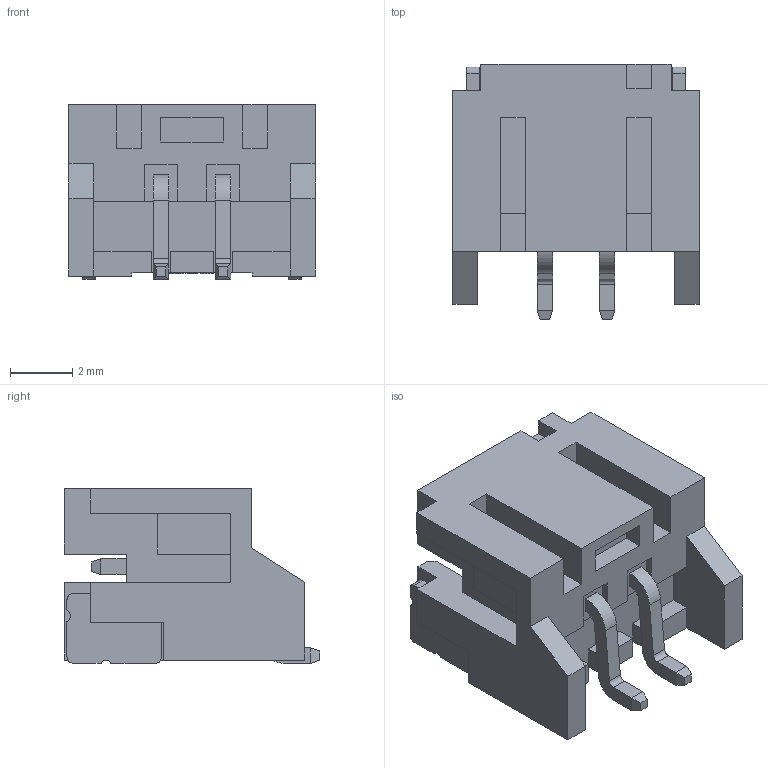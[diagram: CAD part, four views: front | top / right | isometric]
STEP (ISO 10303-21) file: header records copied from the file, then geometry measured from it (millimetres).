
FILE_DESCRIPTION(('Open CASCADE Model'),'2;1');
FILE_NAME('Open CASCADE Shape Model','2025-11-01T23:39:42',('Author'),( 'Open CASCADE'),'Open CASCADE STEP processor 7.9','Open CASCADE 7.9' ,'Unknown');
FILE_SCHEMA(('AUTOMOTIVE_DESIGN { 1 0 10303 214 1 1 1 1 }'));
Length unit declared in the file: millimetre
Products named in the file (1): COMPOUND
Bounding box: 7.9 x 8.2 x 5.61 mm (x, y, z)
Volume: 141 mm3; surface area: 476.9 mm2
Topology: 3 solids, 3 shells, 289 faces, 799 edges, 524 vertices
Faces by surface type: bspline 289
Entity records: 10246 total; most frequent: CARTESIAN_POINT 3359, ORIENTED_EDGE 1598, EDGE_CURVE 799, B_SPLINE_CURVE_WITH_KNOTS 759, VERTEX_POINT 524, FACE_BOUND 301, EDGE_LOOP 301, ADVANCED_FACE 289
